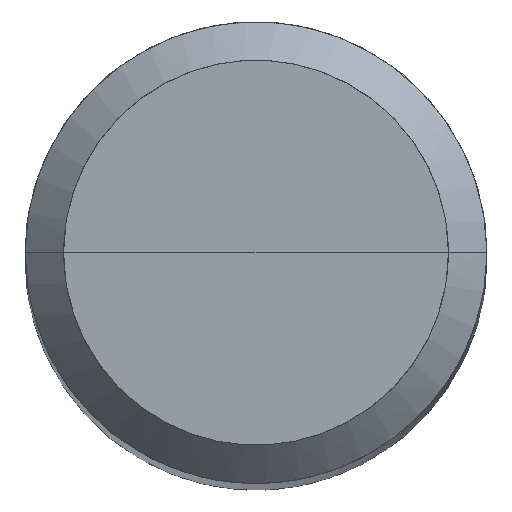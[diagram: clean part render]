
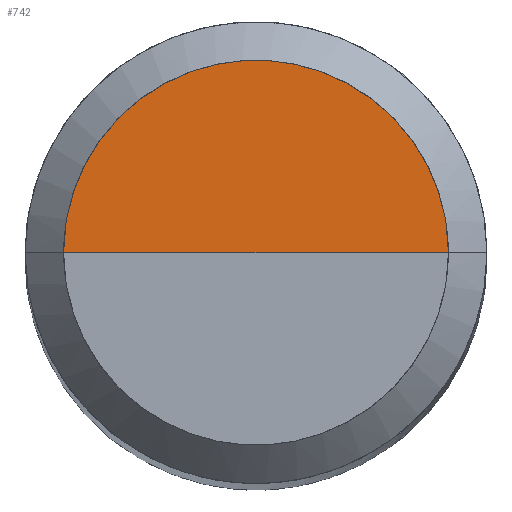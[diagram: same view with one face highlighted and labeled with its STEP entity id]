
A CAD part, top view. The second image highlights one B-rep face of the part: STEP entity #742.
In plain terms, the highlighted free-form (B-spline) face has degree [1, 2] with [2, 5] control points.
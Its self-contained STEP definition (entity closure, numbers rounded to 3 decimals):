
#413=CARTESIAN_POINT('',(2.5,0.0,48.7));
#414=CARTESIAN_POINT('',(2.5,2.5,48.7));
#415=CARTESIAN_POINT('',(0.0,2.5,48.7));
#416=CARTESIAN_POINT('',(-2.5,2.5,48.7));
#417=CARTESIAN_POINT('',(-2.5,0.0,48.7));
#418=CARTESIAN_POINT('',(0.0,0.0,48.7));
#727=(
BOUNDED_SURFACE()
B_SPLINE_SURFACE(1,2,(
(#413,#414,#415,#416,#417),
(#418,#418,#418,#418,#418)
), .UNSPECIFIED.,.F.,.F.,.F.)
B_SPLINE_SURFACE_WITH_KNOTS((2,2),(3,2,3),(
0.0,1.0),(
0.0,0.5,1.0), .UNSPECIFIED.)
GEOMETRIC_REPRESENTATION_ITEM()
RATIONAL_B_SPLINE_SURFACE(((1.0,0.707,1.0,0.707,1.0),
(1.0,0.707,1.0,0.707,1.0)
))
REPRESENTATION_ITEM('')
SURFACE()
);
#728=(
BOUNDED_CURVE()
B_SPLINE_CURVE(2,(#417,#416,#415,#414,#413),.UNSPECIFIED.,.F.,.F.)
B_SPLINE_CURVE_WITH_KNOTS((3,2,3),
(0.0,0.5,1.0),.UNSPECIFIED.)
CURVE()
GEOMETRIC_REPRESENTATION_ITEM()
RATIONAL_B_SPLINE_CURVE((1.0,0.707,1.0,0.707,1.0))
REPRESENTATION_ITEM('')
);
#729=(
BOUNDED_CURVE()
B_SPLINE_CURVE(1,(#413,#418),.UNSPECIFIED.,.F.,.F.)
B_SPLINE_CURVE_WITH_KNOTS((2,2),
(0.0,1.0),.UNSPECIFIED.)
CURVE()
GEOMETRIC_REPRESENTATION_ITEM()
RATIONAL_B_SPLINE_CURVE((1.0,1.0))
REPRESENTATION_ITEM('')
);
#730=(
BOUNDED_CURVE()
B_SPLINE_CURVE(1,(#418,#417),.UNSPECIFIED.,.F.,.F.)
B_SPLINE_CURVE_WITH_KNOTS((2,2),
(0.0,1.0),.UNSPECIFIED.)
CURVE()
GEOMETRIC_REPRESENTATION_ITEM()
RATIONAL_B_SPLINE_CURVE((1.0,1.0))
REPRESENTATION_ITEM('')
);
#731=VERTEX_POINT('',#413);
#732=VERTEX_POINT('',#417);
#733=VERTEX_POINT('',#418);
#734=EDGE_CURVE('',#732,#731,#728,.T.);
#735=EDGE_CURVE('',#731,#733,#729,.T.);
#736=EDGE_CURVE('',#733,#732,#730,.T.);
#737=ORIENTED_EDGE('',*,*,#734,.T.);
#738=ORIENTED_EDGE('',*,*,#735,.T.);
#739=ORIENTED_EDGE('',*,*,#736,.T.);
#740=EDGE_LOOP('',(#737,#738,#739));
#741=FACE_OUTER_BOUND('',#740,.T.);
#742=ADVANCED_FACE('',(#741),#727,.T.);
